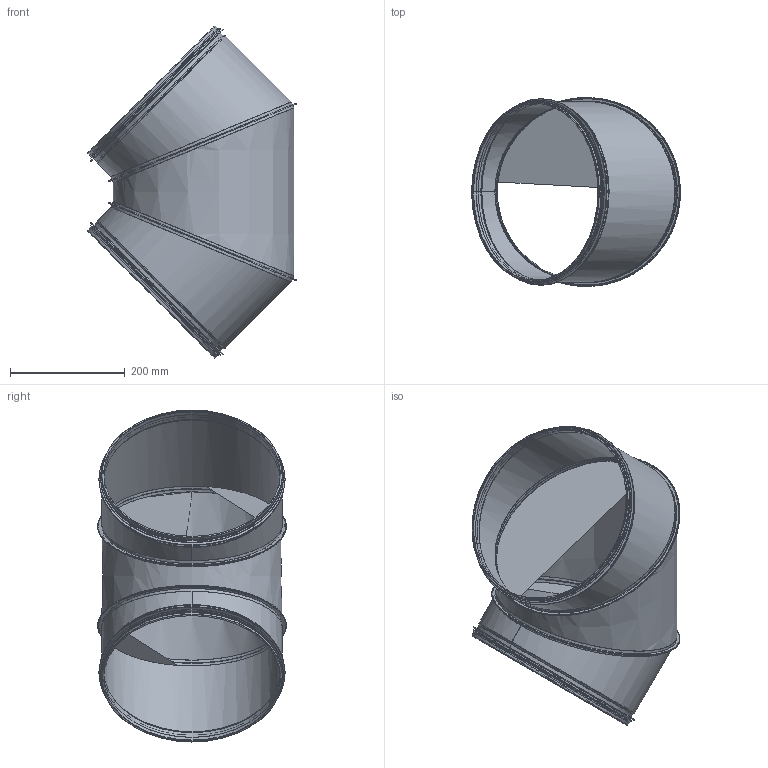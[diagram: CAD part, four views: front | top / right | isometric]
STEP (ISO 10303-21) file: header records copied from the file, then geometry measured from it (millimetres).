
FILE_DESCRIPTION((''),'2;1');
FILE_NAME('HIBK_315.stp','2014-02-19T15:26:33',(''),(''),'Autodesk Inventor 2013','Autodesk Inventor 2013','');
FILE_SCHEMA(('AUTOMOTIVE_DESIGN { 1 2 10303 214 0 1 1 1 }'));
Length unit declared in the file: millimetre
Products named in the file (5): HIBK_315; HIBKRörämne-315; HIBKSegmentMitten-315; HIBKSegmentÄnde-315; 999008
Assembly tree (6 placements, depth 3):
  HIBK_315
    HIBKRörämne-315
      HIBKSegmentMitten-315
      HIBKSegmentÄnde-315  x2
    999008  x2
Bounding box: 363.38 x 328.34 x 577.81 mm (x, y, z)
Volume: 306791.6 mm3; surface area: 1057739.5 mm2
Topology: 5 solids, 5 shells, 150 faces, 308 edges, 165 vertices
Faces by surface type: plane 58, torus 28, bspline 26, cylinder 24, cone 14
Full cylindrical faces by diameter (mm): 308.05 x2, 309.05 x2, 310.25 x2, 312.85 x10, 313.85 x4, 319.25 x2, 324.25 x2
Entity records: 4392 total; most frequent: CARTESIAN_POINT 2534, DIRECTION 352, ORIENTED_EDGE 300, AXIS2_PLACEMENT_3D 150, EDGE_CURVE 150, EDGE_LOOP 108, VERTEX_POINT 92, STYLED_ITEM 86
